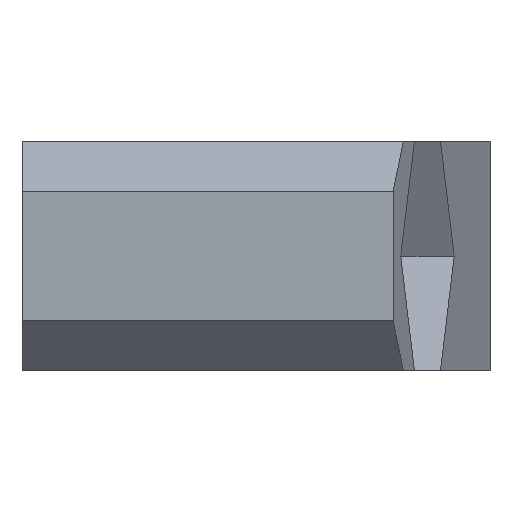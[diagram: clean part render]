
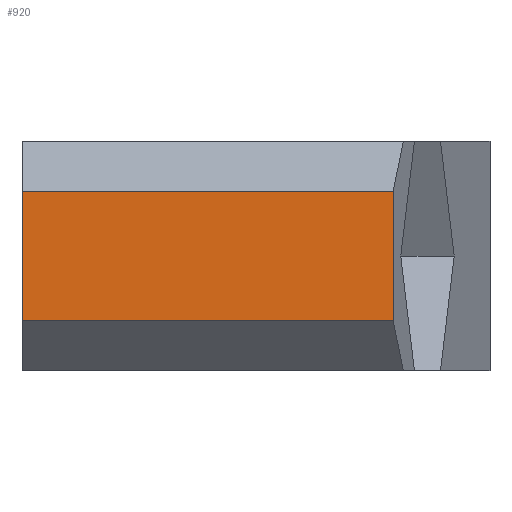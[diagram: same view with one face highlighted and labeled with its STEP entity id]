
A CAD part, front view. The second image highlights one B-rep face of the part: STEP entity #920.
In plain terms, the highlighted planar face has unit normal (0, -1, 0).
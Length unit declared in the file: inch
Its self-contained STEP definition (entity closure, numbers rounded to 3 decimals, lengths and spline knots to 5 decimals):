
#18 = PLANE ( 'NONE',  #630 ) ;
#78 = CARTESIAN_POINT ( 'NONE',  ( 0.6175, -0.9375, -0.34375 ) ) ;
#163 = ORIENTED_EDGE ( 'NONE', *, *, #631, .F. ) ;
#186 = LINE ( 'NONE', #761, #918 ) ;
#216 = DIRECTION ( 'NONE',  ( 0., 0., 1. ) ) ;
#238 = LINE ( 'NONE', #787, #388 ) ;
#276 = DIRECTION ( 'NONE',  ( 0., -1., 0. ) ) ;
#299 = CARTESIAN_POINT ( 'NONE',  ( 0.6175, -0.9375, -0.075 ) ) ;
#365 = CARTESIAN_POINT ( 'NONE',  ( 0.6175, -0.9375, -0.26875 ) ) ;
#384 = EDGE_CURVE ( 'NONE', #425, #846, #640, .T. ) ;
#388 = VECTOR ( 'NONE', #618, 39.37008 ) ;
#425 = VERTEX_POINT ( 'NONE', #365 ) ;
#462 = ORIENTED_EDGE ( 'NONE', *, *, #384, .T. ) ;
#506 = ORIENTED_EDGE ( 'NONE', *, *, #1149, .F. ) ;
#540 = CARTESIAN_POINT ( 'NONE',  ( 0.0625, -0.9375, -0.26875 ) ) ;
#605 = DIRECTION ( 'NONE',  ( 0., 0., 1. ) ) ;
#618 = DIRECTION ( 'NONE',  ( -1., 0., 0. ) ) ;
#630 = AXIS2_PLACEMENT_3D ( 'NONE', #1084, #276, #216 ) ;
#631 = EDGE_CURVE ( 'NONE', #992, #778, #714, .T. ) ;
#640 = LINE ( 'NONE', #78, #1197 ) ;
#705 = EDGE_CURVE ( 'NONE', #425, #992, #238, .T. ) ;
#714 = LINE ( 'NONE', #809, #1222 ) ;
#726 = DIRECTION ( 'NONE',  ( 0., 0., 1. ) ) ;
#761 = CARTESIAN_POINT ( 'NONE',  ( 0.6175, -0.9375, -0.075 ) ) ;
#778 = VERTEX_POINT ( 'NONE', #1014 ) ;
#787 = CARTESIAN_POINT ( 'NONE',  ( 0., -0.9375, -0.26875 ) ) ;
#809 = CARTESIAN_POINT ( 'NONE',  ( 0.0625, -0.9375, -0.34375 ) ) ;
#846 = VERTEX_POINT ( 'NONE', #299 ) ;
#858 = DIRECTION ( 'NONE',  ( 1., 0., 0. ) ) ;
#918 = VECTOR ( 'NONE', #858, 39.37008 ) ;
#920 = ADVANCED_FACE ( 'NONE', ( #1070 ), #18, .T. ) ;
#992 = VERTEX_POINT ( 'NONE', #540 ) ;
#1014 = CARTESIAN_POINT ( 'NONE',  ( 0.0625, -0.9375, -0.075 ) ) ;
#1069 = EDGE_LOOP ( 'NONE', ( #1169, #462, #506, #163 ) ) ;
#1070 = FACE_OUTER_BOUND ( 'NONE', #1069, .T. ) ;
#1084 = CARTESIAN_POINT ( 'NONE',  ( 0., -0.9375, -0.34375 ) ) ;
#1149 = EDGE_CURVE ( 'NONE', #778, #846, #186, .T. ) ;
#1169 = ORIENTED_EDGE ( 'NONE', *, *, #705, .F. ) ;
#1197 = VECTOR ( 'NONE', #726, 39.37008 ) ;
#1222 = VECTOR ( 'NONE', #605, 39.37008 ) ;
